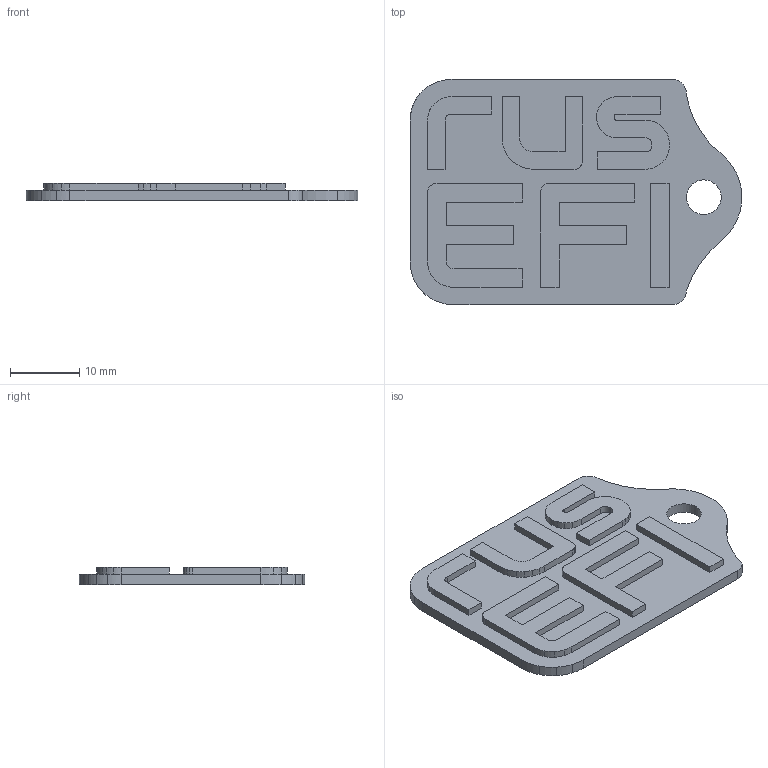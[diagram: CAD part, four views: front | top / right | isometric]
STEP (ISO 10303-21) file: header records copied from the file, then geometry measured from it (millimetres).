
FILE_DESCRIPTION(/* description */ (''),/* implementation_level */ '2;1');
FILE_NAME(/* name */ 'THIN - Keychain_v2.step',/* time_stamp */ '2025-12-21T09:55:51-06:00',/* author */ (''),/* organization */ (''),/* preprocessor_version */ 'ST-DEVELOPER v20.1',/* originating_system */ 'Autodesk Translation Framework v14.21.0.0',/* authorisation */ '');
FILE_SCHEMA (('AUTOMOTIVE_DESIGN { 1 0 10303 214 3 1 1 }'));
Length unit declared in the file: millimetre
Products named in the file (1): THIN - Keychain_v2
Bounding box: 47.78 x 32.48 x 2.5 mm (x, y, z)
Volume: 2450.6 mm3; surface area: 4309.1 mm2
Topology: 7 solids, 7 shells, 255 faces, 708 edges, 472 vertices
Faces by surface type: bspline 153, plane 96, cylinder 6
Full cylindrical faces by diameter (mm): 5 x1
Entity records: 8456 total; most frequent: CARTESIAN_POINT 2924, ORIENTED_EDGE 1416, EDGE_CURVE 708, DIRECTION 620, VERTEX_POINT 472, LINE 390, VECTOR 390, B_SPLINE_CURVE_WITH_KNOTS 306
